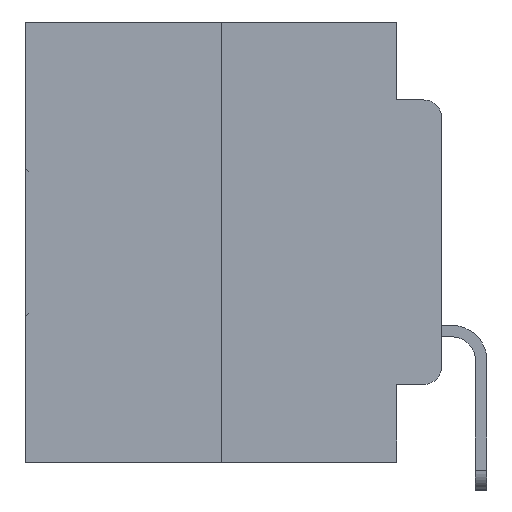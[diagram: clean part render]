
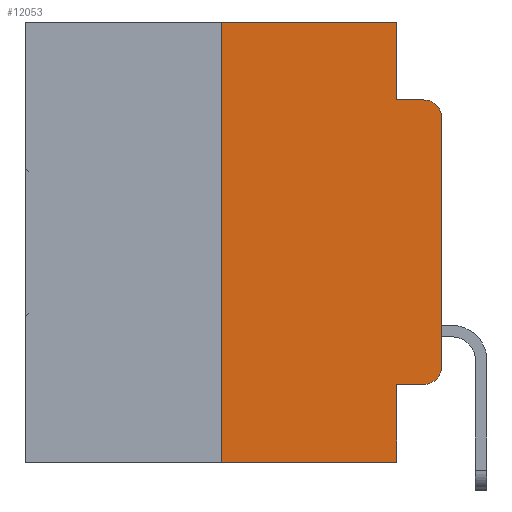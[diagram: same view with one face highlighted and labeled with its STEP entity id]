
A CAD part, left-side view. The second image highlights one B-rep face of the part: STEP entity #12053.
In plain terms, the highlighted planar face has unit normal (-1, 0, 0).
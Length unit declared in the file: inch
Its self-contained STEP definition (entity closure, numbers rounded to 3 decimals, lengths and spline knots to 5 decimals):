
#173 = VERTEX_POINT ( 'NONE', #18007 ) ;
#475 = DIRECTION ( 'NONE',  ( 0., 0., -1. ) ) ;
#659 = ORIENTED_EDGE ( 'NONE', *, *, #13871, .T. ) ;
#768 = CARTESIAN_POINT ( 'NONE',  ( 0., 0.051, -0.4115 ) ) ;
#817 = CARTESIAN_POINT ( 'NONE',  ( 0., 0.051, 0. ) ) ;
#933 = AXIS2_PLACEMENT_3D ( 'NONE', #4737, #23583, #475 ) ;
#1225 = CARTESIAN_POINT ( 'NONE',  ( 0., 0.02, -0.0885 ) ) ;
#1483 = ORIENTED_EDGE ( 'NONE', *, *, #3088, .F. ) ;
#1566 = DIRECTION ( 'NONE',  ( 0., -1., 0. ) ) ;
#2175 = VECTOR ( 'NONE', #18395, 39.37008 ) ;
#2552 = LINE ( 'NONE', #817, #19886 ) ;
#3088 = EDGE_CURVE ( 'NONE', #12108, #17815, #4400, .T. ) ;
#3487 = VERTEX_POINT ( 'NONE', #12207 ) ;
#3624 = CARTESIAN_POINT ( 'NONE',  ( 0., 0.051, -0.4115 ) ) ;
#3692 = EDGE_LOOP ( 'NONE', ( #18198, #29861, #10291, #16744, #1483, #13591, #17159, #26176, #10197, #659 ) ) ;
#3821 = VECTOR ( 'NONE', #3887, 39.37008 ) ;
#3887 = DIRECTION ( 'NONE',  ( 0., 0., 1. ) ) ;
#4400 = LINE ( 'NONE', #24448, #22800 ) ;
#4737 = CARTESIAN_POINT ( 'NONE',  ( 0., 0.02, -0.3915 ) ) ;
#5057 = LINE ( 'NONE', #768, #8288 ) ;
#5138 = DIRECTION ( 'NONE',  ( 0., 0., -1. ) ) ;
#5438 = LINE ( 'NONE', #27724, #2175 ) ;
#6579 = AXIS2_PLACEMENT_3D ( 'NONE', #28628, #12364, #26508 ) ;
#6986 = EDGE_CURVE ( 'NONE', #19943, #3487, #5057, .T. ) ;
#7361 = CARTESIAN_POINT ( 'NONE',  ( 0., 0.25, 0. ) ) ;
#7417 = CARTESIAN_POINT ( 'NONE',  ( 0., 0.051, -0.0885 ) ) ;
#7546 = PLANE ( 'NONE',  #15921 ) ;
#7988 = DIRECTION ( 'NONE',  ( 0., -1., 0. ) ) ;
#8273 = VERTEX_POINT ( 'NONE', #1225 ) ;
#8288 = VECTOR ( 'NONE', #23772, 39.37008 ) ;
#9964 = CARTESIAN_POINT ( 'NONE',  ( 0., 0.473, 0. ) ) ;
#10131 = FACE_OUTER_BOUND ( 'NONE', #3692, .T. ) ;
#10197 = ORIENTED_EDGE ( 'NONE', *, *, #6986, .T. ) ;
#10291 = ORIENTED_EDGE ( 'NONE', *, *, #27290, .F. ) ;
#10834 = CARTESIAN_POINT ( 'NONE',  ( 0., 0.051, 0. ) ) ;
#10888 = CARTESIAN_POINT ( 'NONE',  ( 0., 0., -0.1085 ) ) ;
#12053 = ADVANCED_FACE ( 'NONE', ( #10131 ), #7546, .F. ) ;
#12108 = VERTEX_POINT ( 'NONE', #7361 ) ;
#12165 = DIRECTION ( 'NONE',  ( 1., 0., 0. ) ) ;
#12207 = CARTESIAN_POINT ( 'NONE',  ( 0., 0.02, -0.4115 ) ) ;
#12364 = DIRECTION ( 'NONE',  ( -1., 0., 0. ) ) ;
#12515 = CARTESIAN_POINT ( 'NONE',  ( 0., 0.473, -0.5 ) ) ;
#12651 = EDGE_CURVE ( 'NONE', #14195, #23467, #5438, .T. ) ;
#13098 = LINE ( 'NONE', #10834, #24668 ) ;
#13290 = VERTEX_POINT ( 'NONE', #25478 ) ;
#13591 = ORIENTED_EDGE ( 'NONE', *, *, #26975, .F. ) ;
#13871 = EDGE_CURVE ( 'NONE', #3487, #14195, #29904, .T. ) ;
#14195 = VERTEX_POINT ( 'NONE', #29621 ) ;
#14214 = EDGE_CURVE ( 'NONE', #19943, #13290, #13098, .T. ) ;
#15921 = AXIS2_PLACEMENT_3D ( 'NONE', #9964, #12165, #5138 ) ;
#16744 = ORIENTED_EDGE ( 'NONE', *, *, #18492, .F. ) ;
#17159 = ORIENTED_EDGE ( 'NONE', *, *, #18590, .T. ) ;
#17281 = CARTESIAN_POINT ( 'NONE',  ( 0., 0.051, -0.0885 ) ) ;
#17684 = DIRECTION ( 'NONE',  ( 0., 0., -1. ) ) ;
#17815 = VERTEX_POINT ( 'NONE', #27729 ) ;
#18007 = CARTESIAN_POINT ( 'NONE',  ( 0., 0.25, -0.5 ) ) ;
#18198 = ORIENTED_EDGE ( 'NONE', *, *, #12651, .T. ) ;
#18395 = DIRECTION ( 'NONE',  ( 0., 0., 1. ) ) ;
#18492 = EDGE_CURVE ( 'NONE', #17815, #19231, #2552, .T. ) ;
#18590 = EDGE_CURVE ( 'NONE', #173, #13290, #26432, .T. ) ;
#19001 = DIRECTION ( 'NONE',  ( 0., -1., 0. ) ) ;
#19231 = VERTEX_POINT ( 'NONE', #17281 ) ;
#19322 = LINE ( 'NONE', #26909, #3821 ) ;
#19886 = VECTOR ( 'NONE', #21118, 39.37008 ) ;
#19943 = VERTEX_POINT ( 'NONE', #3624 ) ;
#21118 = DIRECTION ( 'NONE',  ( 0., 0., -1. ) ) ;
#22020 = VECTOR ( 'NONE', #7988, 39.37008 ) ;
#22800 = VECTOR ( 'NONE', #1566, 39.37008 ) ;
#23467 = VERTEX_POINT ( 'NONE', #10888 ) ;
#23583 = DIRECTION ( 'NONE',  ( -1., 0., 0. ) ) ;
#23772 = DIRECTION ( 'NONE',  ( 0., -1., 0. ) ) ;
#24448 = CARTESIAN_POINT ( 'NONE',  ( 0., 0.473, 0. ) ) ;
#24668 = VECTOR ( 'NONE', #17684, 39.37008 ) ;
#24779 = CIRCLE ( 'NONE', #6579, 0.02 ) ;
#25478 = CARTESIAN_POINT ( 'NONE',  ( 0., 0.051, -0.5 ) ) ;
#25497 = LINE ( 'NONE', #7417, #26929 ) ;
#26176 = ORIENTED_EDGE ( 'NONE', *, *, #14214, .F. ) ;
#26432 = LINE ( 'NONE', #12515, #22020 ) ;
#26508 = DIRECTION ( 'NONE',  ( 0., 0., -1. ) ) ;
#26880 = EDGE_CURVE ( 'NONE', #23467, #8273, #24779, .T. ) ;
#26909 = CARTESIAN_POINT ( 'NONE',  ( 0., 0.25, 0. ) ) ;
#26929 = VECTOR ( 'NONE', #19001, 39.37008 ) ;
#26975 = EDGE_CURVE ( 'NONE', #173, #12108, #19322, .T. ) ;
#27290 = EDGE_CURVE ( 'NONE', #19231, #8273, #25497, .T. ) ;
#27724 = CARTESIAN_POINT ( 'NONE',  ( 0., 0., 0. ) ) ;
#27729 = CARTESIAN_POINT ( 'NONE',  ( 0., 0.051, 0. ) ) ;
#28628 = CARTESIAN_POINT ( 'NONE',  ( 0., 0.02, -0.1085 ) ) ;
#29621 = CARTESIAN_POINT ( 'NONE',  ( 0., 0., -0.3915 ) ) ;
#29861 = ORIENTED_EDGE ( 'NONE', *, *, #26880, .T. ) ;
#29904 = CIRCLE ( 'NONE', #933, 0.02 ) ;
